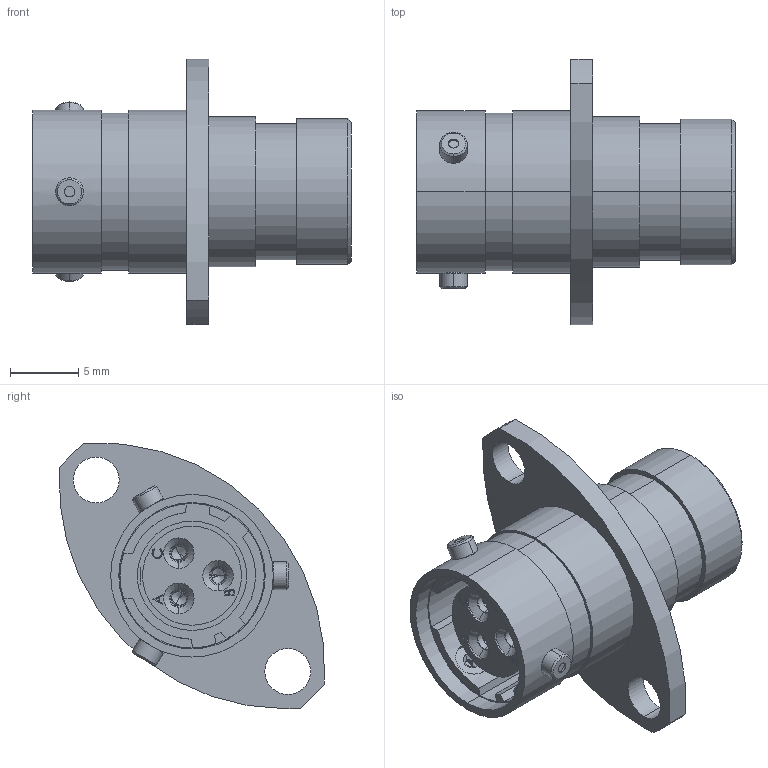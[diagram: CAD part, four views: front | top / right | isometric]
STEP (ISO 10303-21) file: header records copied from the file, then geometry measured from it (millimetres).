
FILE_DESCRIPTION (( 'STEP AP214' ), '1' );
FILE_NAME ('AS007-98SN.STEP', '2016-10-11T11:02:28', ( '' ), ( '' ), 'SwSTEP 2.0', 'SolidWorks 2014', '' );
FILE_SCHEMA (( 'AUTOMOTIVE_DESIGN' ));
Length unit declared in the file: millimetre
Products named in the file (1): AS007-98SN
Bounding box: 23.3 x 19.35 x 19.38 mm (x, y, z)
Volume: 1952.7 mm3; surface area: 2800.3 mm2
Topology: 4 solids, 7 shells, 681 faces, 1500 edges, 890 vertices
Faces by surface type: cylinder 216, plane 167, torus 132, cone 106, bspline 54, sphere 6
Entity records: 29695 total; most frequent: CARTESIAN_POINT 7488, DIRECTION 3292, ORIENTED_EDGE 2976, EDGE_CURVE 1488, AXIS2_PLACEMENT_3D 1350, VERTEX_POINT 890, EDGE_LOOP 760, CIRCLE 722
